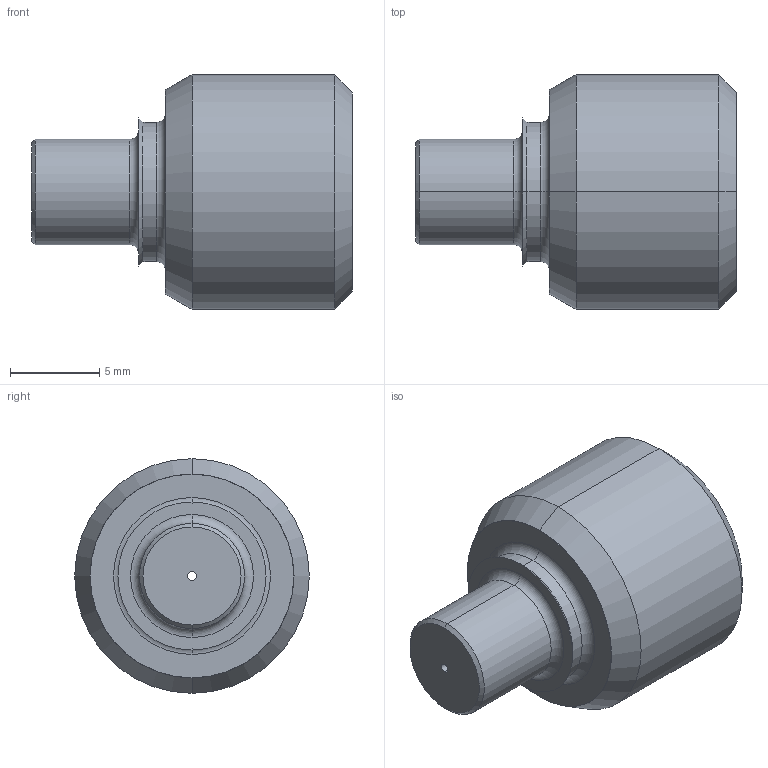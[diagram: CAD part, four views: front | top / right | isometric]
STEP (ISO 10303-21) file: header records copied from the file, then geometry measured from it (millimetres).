
FILE_DESCRIPTION(('HOOPS Exchange Step'),'2;1');
FILE_NAME('export-5A70A7BB-ADA9-4982-BF42-68E03B5E5D51.stp','2022-06-14T14:35:23+02:00',('Engineering'),('Alibre'),'HOOPS Exchange 2021.0','Alibre','Unknown authorisation');
FILE_SCHEMA( ('AP242_MANAGED_MODEL_BASED_3D_ENGINEERING_MIM_LF {1 0 10303 442 1 1 4 }') );
Length unit declared in the file: millimetre
Products named in the file (1): 3885 9210005 Adapter for Manometer (SY2) 1-4inch to 1-8inch
Bounding box: 18 x 13.16 x 13.16 mm (x, y, z)
Volume: 889.6 mm3; surface area: 1185.8 mm2
Topology: 1 solids, 1 shells, 61 faces, 140 edges, 84 vertices
Faces by surface type: plane 23, cone 18, cylinder 16, torus 4
Entity records: 1745 total; most frequent: DIRECTION 318, CARTESIAN_POINT 311, ORIENTED_EDGE 280, EDGE_CURVE 140, AXIS2_PLACEMENT_3D 127, VERTEX_POINT 84, EDGE_LOOP 66, FACE_BOUND 66
